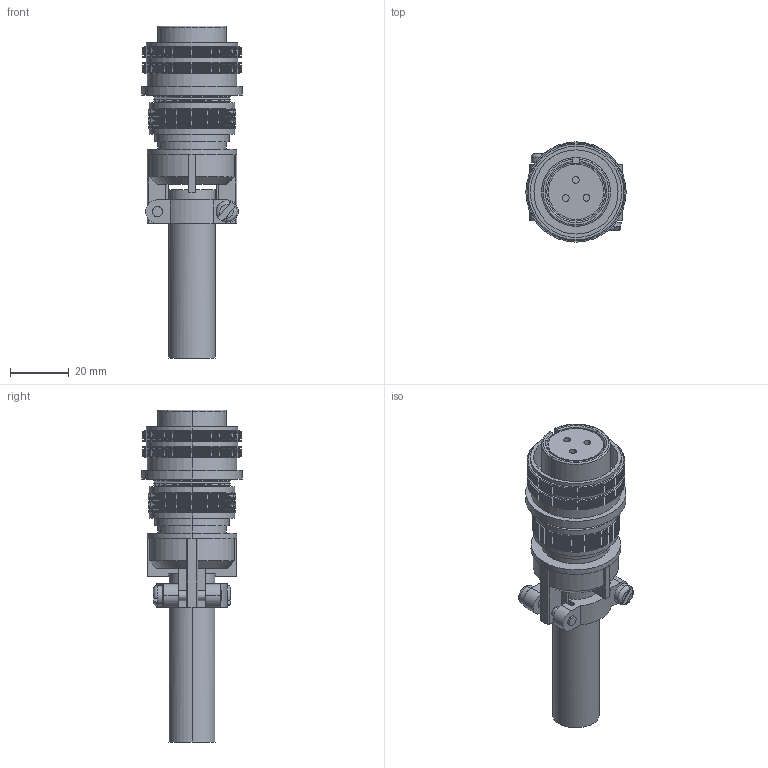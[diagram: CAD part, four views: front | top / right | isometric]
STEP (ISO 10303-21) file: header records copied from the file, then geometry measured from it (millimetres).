
FILE_DESCRIPTION (( 'STEP AP203' ), '1' );
FILE_NAME ('A0134-1-CN.STEP', '2013-11-19T14:03:58', ( '' ), ( '' ), 'SwSTEP 2.0', 'SolidWorks 2012', '' );
FILE_SCHEMA (( 'CONFIG_CONTROL_DESIGN' ));
Length unit declared in the file: inch
Products named in the file (1): A0134-1-CN
Bounding box: 34.04 x 34.04 x 112.7 mm (x, y, z)
Volume: 39208.6 mm3; surface area: 20272.2 mm2
Topology: 1 solids, 1 shells, 373 faces, 862 edges, 514 vertices
Faces by surface type: cone 170, plane 106, cylinder 85, torus 12
Entity records: 10685 total; most frequent: DIRECTION 1984, CARTESIAN_POINT 1886, ORIENTED_EDGE 1724, EDGE_CURVE 862, AXIS2_PLACEMENT_3D 768, VERTEX_POINT 514, VECTOR 448, LINE 448
